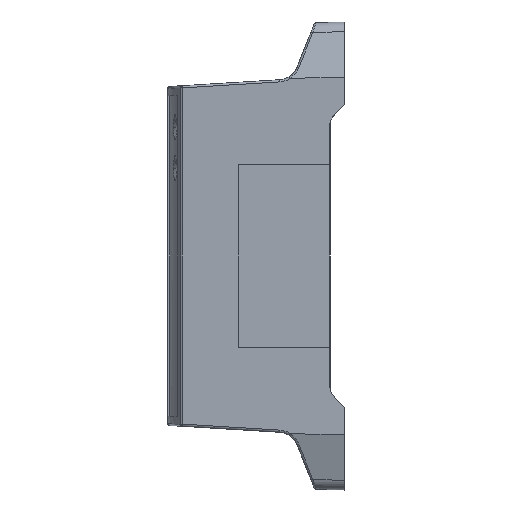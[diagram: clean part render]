
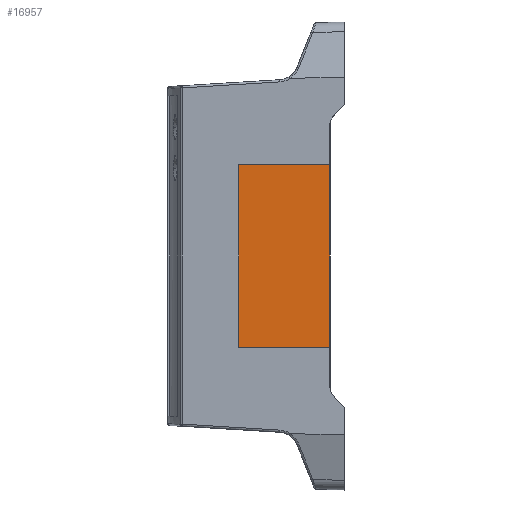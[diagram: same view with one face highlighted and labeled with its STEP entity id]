
A CAD part, left-side view. The second image highlights one B-rep face of the part: STEP entity #16957.
In plain terms, the highlighted planar face has unit normal (-0.999, 0.052, 0).
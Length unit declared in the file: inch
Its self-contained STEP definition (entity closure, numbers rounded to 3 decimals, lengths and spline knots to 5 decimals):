
#502 = VECTOR ( 'NONE', #30737, 39.37008 ) ;
#1065 = VERTEX_POINT ( 'NONE', #3691 ) ;
#1953 = DIRECTION ( 'NONE',  ( 0.052, 0.999, 0. ) ) ;
#2101 = VERTEX_POINT ( 'NONE', #3763 ) ;
#3494 = CARTESIAN_POINT ( 'NONE',  ( -1.66449, 1.44776, 1.25 ) ) ;
#3691 = CARTESIAN_POINT ( 'NONE',  ( -1.72988, 0.2, -1.25 ) ) ;
#3763 = CARTESIAN_POINT ( 'NONE',  ( -1.66449, 1.44776, -1.25 ) ) ;
#3962 = CARTESIAN_POINT ( 'NONE',  ( -1.66449, 1.44776, -1.25 ) ) ;
#4106 = CARTESIAN_POINT ( 'NONE',  ( -1.72991, 0.19948, -1.25 ) ) ;
#5316 = VERTEX_POINT ( 'NONE', #3494 ) ;
#5844 = VERTEX_POINT ( 'NONE', #8317 ) ;
#6460 = ORIENTED_EDGE ( 'NONE', *, *, #24113, .T. ) ;
#6598 = DIRECTION ( 'NONE',  ( -0.052, -0.999, 0. ) ) ;
#6890 = LINE ( 'NONE', #9390, #13412 ) ;
#7010 = DIRECTION ( 'NONE',  ( 0., 0., 1. ) ) ;
#7094 = EDGE_LOOP ( 'NONE', ( #7897, #13178, #11467, #6460 ) ) ;
#7897 = ORIENTED_EDGE ( 'NONE', *, *, #20286, .T. ) ;
#8317 = CARTESIAN_POINT ( 'NONE',  ( -1.72988, 0.2, 1.25 ) ) ;
#8659 = EDGE_CURVE ( 'NONE', #5316, #2101, #12027, .T. ) ;
#8807 = EDGE_CURVE ( 'NONE', #5844, #5316, #16228, .T. ) ;
#9035 = LINE ( 'NONE', #3962, #15551 ) ;
#9390 = CARTESIAN_POINT ( 'NONE',  ( -1.72988, 0.2, 1.77145 ) ) ;
#9739 = VECTOR ( 'NONE', #1953, 39.37008 ) ;
#11134 = CARTESIAN_POINT ( 'NONE',  ( -1.66449, 1.44776, -1.25 ) ) ;
#11467 = ORIENTED_EDGE ( 'NONE', *, *, #8659, .T. ) ;
#12027 = LINE ( 'NONE', #11134, #502 ) ;
#13178 = ORIENTED_EDGE ( 'NONE', *, *, #8807, .T. ) ;
#13412 = VECTOR ( 'NONE', #7010, 39.37008 ) ;
#13589 = AXIS2_PLACEMENT_3D ( 'NONE', #4106, #21280, #6598 ) ;
#13891 = PLANE ( 'NONE',  #13589 ) ;
#15551 = VECTOR ( 'NONE', #15669, 39.37008 ) ;
#15669 = DIRECTION ( 'NONE',  ( -0.052, -0.999, 0. ) ) ;
#16228 = LINE ( 'NONE', #16686, #9739 ) ;
#16686 = CARTESIAN_POINT ( 'NONE',  ( -1.66449, 1.44776, 1.25 ) ) ;
#16957 = ADVANCED_FACE ( 'NONE', ( #30439 ), #13891, .T. ) ;
#20286 = EDGE_CURVE ( 'NONE', #1065, #5844, #6890, .T. ) ;
#21280 = DIRECTION ( 'NONE',  ( -0.999, 0.052, 0. ) ) ;
#24113 = EDGE_CURVE ( 'NONE', #2101, #1065, #9035, .T. ) ;
#30439 = FACE_OUTER_BOUND ( 'NONE', #7094, .T. ) ;
#30737 = DIRECTION ( 'NONE',  ( 0., 0., -1. ) ) ;
